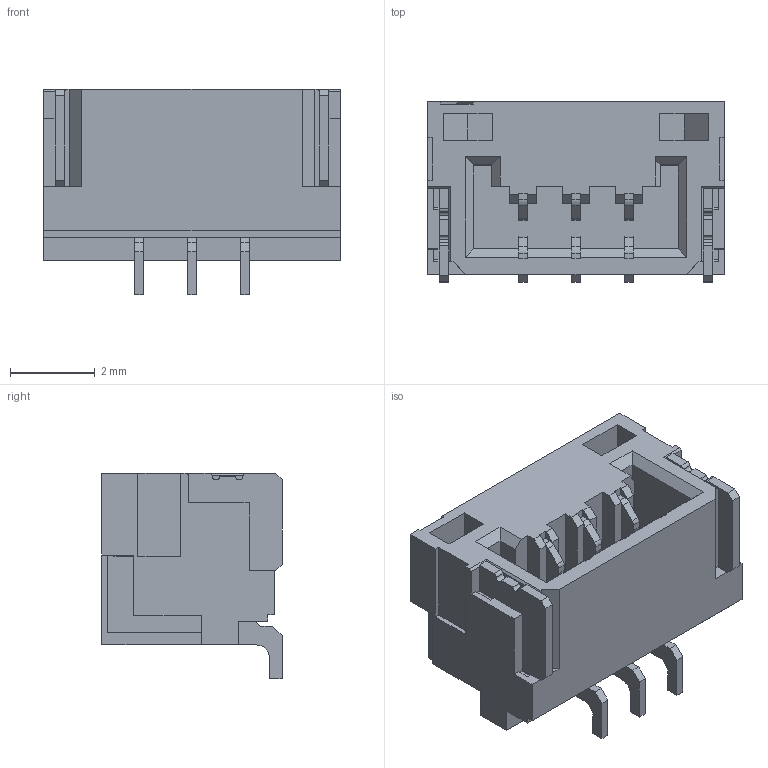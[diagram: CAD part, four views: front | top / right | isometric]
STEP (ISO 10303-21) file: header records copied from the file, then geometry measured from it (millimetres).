
FILE_DESCRIPTION (( 'STEP AP214' ), '1' );
FILE_NAME ('SM03B-GHS-TB.STEP', '2023-11-14T07:16:13', ( '' ), ( '' ), 'SwSTEP 2.0', 'SolidWorks 2021', '' );
FILE_SCHEMA (( 'AUTOMOTIVE_DESIGN' ));
Length unit declared in the file: millimetre
Products named in the file (3): pin; SMxB-GHS-TB_03; SM03B-GHS-TB
Assembly tree (4 placements, depth 2):
  SM03B-GHS-TB
    SMxB-GHS-TB_03
    pin  x3
Bounding box: 7 x 4.25 x 4.85 mm (x, y, z)
Volume: 87.9 mm3; surface area: 280.8 mm2
Topology: 9 solids, 9 shells, 294 faces, 818 edges, 542 vertices
Faces by surface type: plane 261, cylinder 33
Entity records: 7609 total; most frequent: CARTESIAN_POINT 1341, ORIENTED_EDGE 1324, DIRECTION 1182, EDGE_CURVE 662, VECTOR 624, LINE 624, VERTEX_POINT 438, AXIS2_PLACEMENT_3D 279
